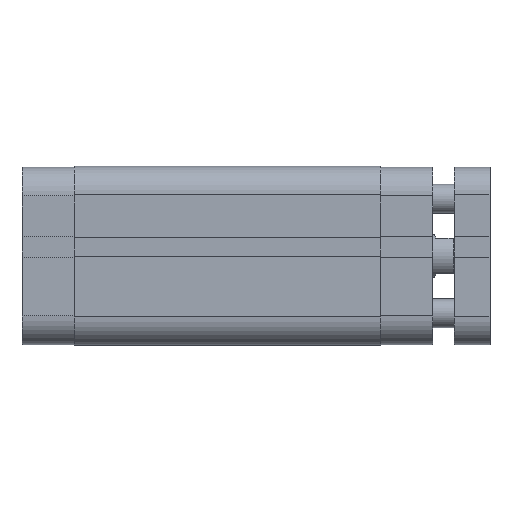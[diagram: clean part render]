
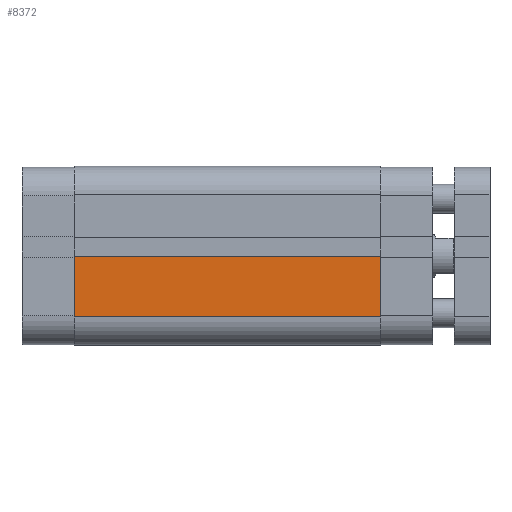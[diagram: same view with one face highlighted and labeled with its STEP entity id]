
A CAD part, top view. The second image highlights one B-rep face of the part: STEP entity #8372.
In plain terms, the highlighted face is planar.
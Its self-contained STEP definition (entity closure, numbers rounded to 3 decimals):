
#1035 = AXIS2_PLACEMENT_3D ( 'NONE', #7256, #7262, #7263 ) ;
#1223 = ORIENTED_EDGE ( 'NONE', *, *, #5732, .T. ) ;
#1224 = ORIENTED_EDGE ( 'NONE', *, *, #5766, .F. ) ;
#1225 = ORIENTED_EDGE ( 'NONE', *, *, #5819, .F. ) ;
#1226 = ORIENTED_EDGE ( 'NONE', *, *, #5697, .T. ) ;
#2933 = LINE ( 'NONE', #3942, #2943 ) ;
#2943 = VECTOR ( 'NONE', #3946, 1000. ) ;
#3008 = LINE ( 'NONE', #4021, #3009 ) ;
#3009 = VECTOR ( 'NONE', #4022, 1000. ) ;
#3054 = LINE ( 'NONE', #4093, #3070 ) ;
#3070 = VECTOR ( 'NONE', #4094, 1000. ) ;
#3170 = LINE ( 'NONE', #4208, #3171 ) ;
#3171 = VECTOR ( 'NONE', #4209, 1000. ) ;
#3588 = FACE_OUTER_BOUND ( 'NONE', #5042, .T. ) ;
#3739 = CARTESIAN_POINT ( 'NONE',  ( 0.1, -25., 0. ) ) ;
#3740 = CARTESIAN_POINT ( 'NONE',  ( 0.1, -25., 85.5 ) ) ;
#3741 = CARTESIAN_POINT ( 'NONE',  ( 17., -25., 0. ) ) ;
#3742 = CARTESIAN_POINT ( 'NONE',  ( 17., -25., 85.5 ) ) ;
#3942 = CARTESIAN_POINT ( 'NONE',  ( 0.1, -25., 85.5 ) ) ;
#3946 = DIRECTION ( 'NONE',  ( 0., 0., -1. ) ) ;
#4021 = CARTESIAN_POINT ( 'NONE',  ( 0., -25., 0. ) ) ;
#4022 = DIRECTION ( 'NONE',  ( 1., 0., 0. ) ) ;
#4093 = CARTESIAN_POINT ( 'NONE',  ( 17., -25., 85.5 ) ) ;
#4094 = DIRECTION ( 'NONE',  ( 0., 0., -1. ) ) ;
#4208 = CARTESIAN_POINT ( 'NONE',  ( 0., -25., 85.5 ) ) ;
#4209 = DIRECTION ( 'NONE',  ( 1., 0., 0. ) ) ;
#5042 = EDGE_LOOP ( 'NONE', ( #1223, #1224, #1225, #1226 ) ) ;
#5476 = VERTEX_POINT ( 'NONE', #3739 ) ;
#5477 = VERTEX_POINT ( 'NONE', #3740 ) ;
#5478 = VERTEX_POINT ( 'NONE', #3741 ) ;
#5479 = VERTEX_POINT ( 'NONE', #3742 ) ;
#5697 = EDGE_CURVE ( 'NONE', #5477, #5476, #2933, .T. ) ;
#5732 = EDGE_CURVE ( 'NONE', #5476, #5478, #3008, .T. ) ;
#5766 = EDGE_CURVE ( 'NONE', #5479, #5478, #3054, .T. ) ;
#5819 = EDGE_CURVE ( 'NONE', #5477, #5479, #3170, .T. ) ;
#7253 = PLANE ( 'NONE',  #1035 ) ;
#7256 = CARTESIAN_POINT ( 'NONE',  ( 0., -25., 85.5 ) ) ;
#7262 = DIRECTION ( 'NONE',  ( 0., 1., 0. ) ) ;
#7263 = DIRECTION ( 'NONE',  ( -1., 0., 0. ) ) ;
#8372 = ADVANCED_FACE ( 'NONE', ( #3588 ), #7253, .F. ) ;
